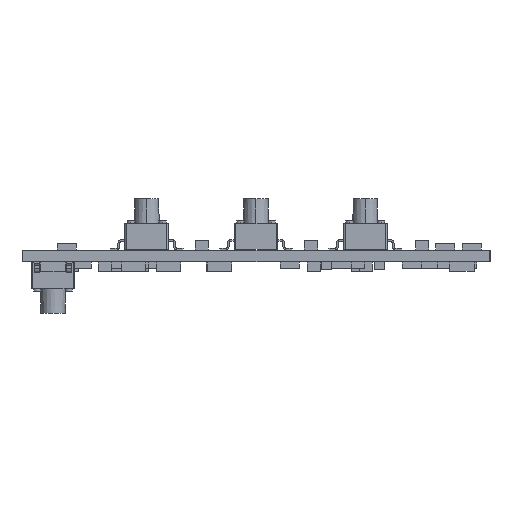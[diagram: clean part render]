
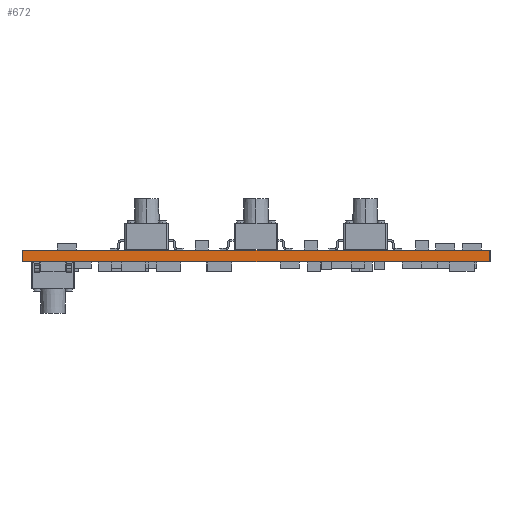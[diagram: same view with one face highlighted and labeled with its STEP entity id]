
A CAD part, front view. The second image highlights one B-rep face of the part: STEP entity #672.
In plain terms, the highlighted planar face has unit normal (0, -1, 0).
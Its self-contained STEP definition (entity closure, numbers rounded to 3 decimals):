
#645 = VERTEX_POINT('',#646);
#646 = CARTESIAN_POINT('',(89.464,46.663,1.619));
#653 = EDGE_CURVE('',#654,#645,#656,.T.);
#654 = VERTEX_POINT('',#655);
#655 = CARTESIAN_POINT('',(89.464,46.663,0.));
#656 = LINE('',#657,#658);
#657 = CARTESIAN_POINT('',(89.464,46.663,0.));
#658 = VECTOR('',#659,1.);
#659 = DIRECTION('',(0.,0.,1.));
#672 = ADVANCED_FACE('',(#673),#698,.T.);
#673 = FACE_BOUND('',#674,.T.);
#674 = EDGE_LOOP('',(#675,#676,#684,#692));
#675 = ORIENTED_EDGE('',*,*,#653,.T.);
#676 = ORIENTED_EDGE('',*,*,#677,.T.);
#677 = EDGE_CURVE('',#645,#678,#680,.T.);
#678 = VERTEX_POINT('',#679);
#679 = CARTESIAN_POINT('',(25.464,46.663,1.619));
#680 = LINE('',#681,#682);
#681 = CARTESIAN_POINT('',(89.464,46.663,1.619));
#682 = VECTOR('',#683,1.);
#683 = DIRECTION('',(-1.,0.,0.));
#684 = ORIENTED_EDGE('',*,*,#685,.F.);
#685 = EDGE_CURVE('',#686,#678,#688,.T.);
#686 = VERTEX_POINT('',#687);
#687 = CARTESIAN_POINT('',(25.464,46.663,0.));
#688 = LINE('',#689,#690);
#689 = CARTESIAN_POINT('',(25.464,46.663,0.));
#690 = VECTOR('',#691,1.);
#691 = DIRECTION('',(0.,0.,1.));
#692 = ORIENTED_EDGE('',*,*,#693,.F.);
#693 = EDGE_CURVE('',#654,#686,#694,.T.);
#694 = LINE('',#695,#696);
#695 = CARTESIAN_POINT('',(89.464,46.663,0.));
#696 = VECTOR('',#697,1.);
#697 = DIRECTION('',(-1.,0.,0.));
#698 = PLANE('',#699);
#699 = AXIS2_PLACEMENT_3D('',#700,#701,#702);
#700 = CARTESIAN_POINT('',(89.464,46.663,0.));
#701 = DIRECTION('',(0.,-1.,0.));
#702 = DIRECTION('',(-1.,0.,0.));
